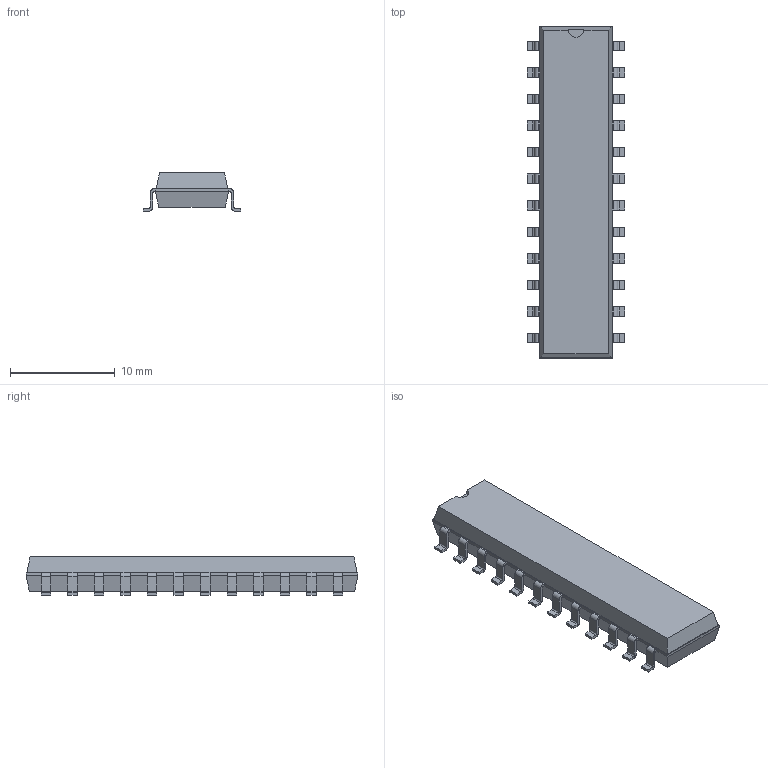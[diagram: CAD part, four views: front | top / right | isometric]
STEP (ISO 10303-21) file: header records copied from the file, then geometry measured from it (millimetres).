
FILE_DESCRIPTION(/* description */ ('model of SMDIP-24_W9.53mm'),/* implementation_level */ '2;1');
FILE_NAME(/* name */ 'SMDIP-24_W9.53mm.step',/* time_stamp */ '2017-09-26T19:19:12',/* author */ ('kicad StepUp','ksu'),/* organization */ ('FreeCAD'),/* preprocessor_version */ 'OCC',/* originating_system */ 'kicad StepUp',/* authorisation */ '');
FILE_SCHEMA(('AUTOMOTIVE_DESIGN { 1 0 10303 214 1 1 1 1 }'));
Length unit declared in the file: millimetre
Products named in the file (1): SMDIP_24_W953mm
Bounding box: 9.32 x 31.75 x 3.68 mm (x, y, z)
Volume: 702.4 mm3; surface area: 811.5 mm2
Topology: 1 solids, 1 shells, 404 faces, 1052 edges, 650 vertices
Faces by surface type: plane 247, cylinder 97, bspline 60
Entity records: 8001 total; most frequent: ORIENTED_EDGE 1748, CARTESIAN_POINT 1195, EDGE_CURVE 1052, VERTEX_POINT 650, LINE 644, AXIS2_PLACEMENT_3D 437, ADVANCED_FACE 404, FACE_BOUND 404
